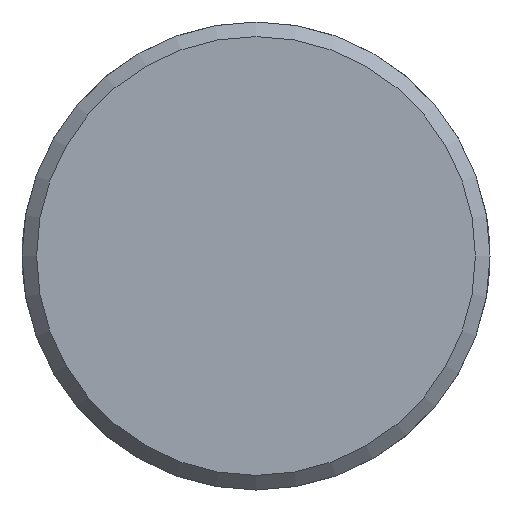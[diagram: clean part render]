
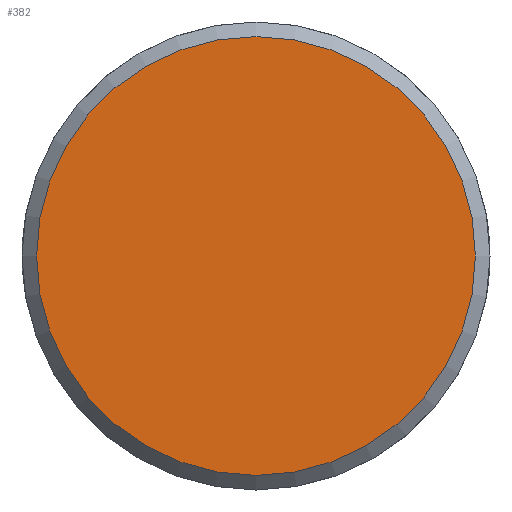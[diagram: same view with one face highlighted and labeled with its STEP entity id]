
A CAD part, left-side view. The second image highlights one B-rep face of the part: STEP entity #382.
In plain terms, the highlighted planar face has unit normal (-1, 0, 0).
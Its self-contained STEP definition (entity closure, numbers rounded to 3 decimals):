
#63=CIRCLE('',#462,7.5);
#89=FACE_OUTER_BOUND('',#113,.T.);
#113=EDGE_LOOP('',(#333));
#193=VERTEX_POINT('',#693);
#238=EDGE_CURVE('',#193,#193,#63,.T.);
#333=ORIENTED_EDGE('',*,*,#238,.F.);
#362=PLANE('',#470);
#382=ADVANCED_FACE('',(#89),#362,.T.);
#462=AXIS2_PLACEMENT_3D('',#695,#559,#560);
#470=AXIS2_PLACEMENT_3D('',#707,#577,#578);
#559=DIRECTION('center_axis',(1.,0.,0.));
#560=DIRECTION('ref_axis',(0.,1.,0.));
#577=DIRECTION('center_axis',(-1.,0.,0.));
#578=DIRECTION('ref_axis',(0.,0.,1.));
#693=CARTESIAN_POINT('',(0.,-7.5,0.));
#695=CARTESIAN_POINT('Origin',(0.,0.,
0.));
#707=CARTESIAN_POINT('Origin',(0.,3.75,0.));
